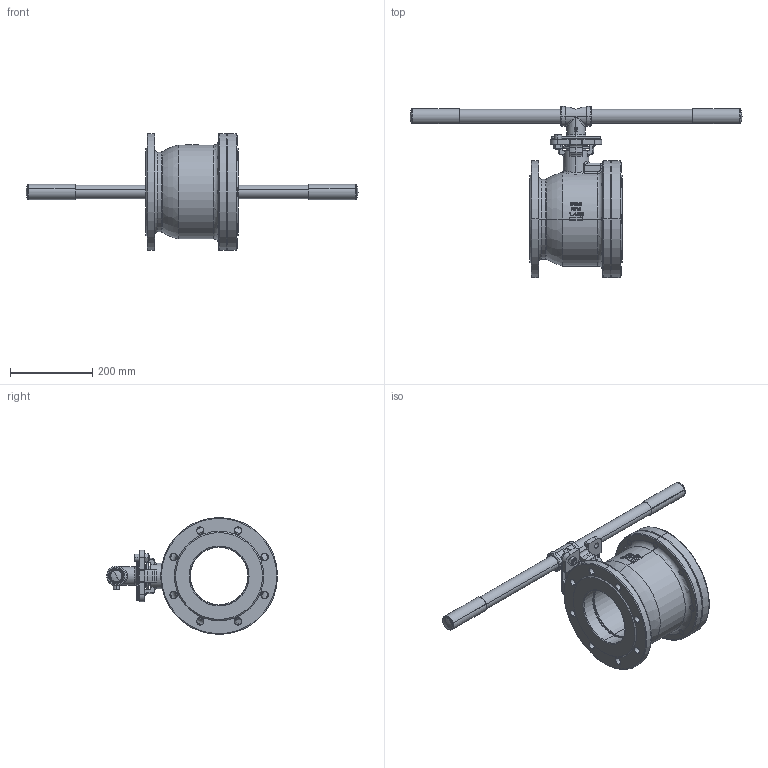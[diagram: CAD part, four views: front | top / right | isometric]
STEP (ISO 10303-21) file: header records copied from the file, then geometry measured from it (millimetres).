
FILE_DESCRIPTION (( 'STEP AP203' ), '1' );
FILE_NAME ('蚾饜极-900585460090601.SLDASM.SLDPRT.STEP', '2024-11-06T02:45:26', ( '2023' ), ( '' ), 'SwSTEP 2.0', 'SolidWorks 2013', '' );
FILE_SCHEMA (( 'CONFIG_CONTROL_DESIGN' ));
Products named in the file (1): 蚾饜极-900585460090601.SLDASM.SLDPRT
Bounding box: 809.57 x 417.13 x 285 mm (x, y, z)
Volume: 6895924.5 mm3; surface area: 1242720.4 mm2
Topology: 40 solids, 40 shells, 1374 faces, 3374 edges, 2102 vertices
Faces by surface type: plane 509, cylinder 406, cone 191, torus 145, bspline 101, sphere 22
Entity records: 64018 total; most frequent: CARTESIAN_POINT 31583, DIRECTION 6842, ORIENTED_EDGE 6656, EDGE_CURVE 3328, AXIS2_PLACEMENT_3D 2682, VERTEX_POINT 2092, EDGE_LOOP 1572, VECTOR 1478
